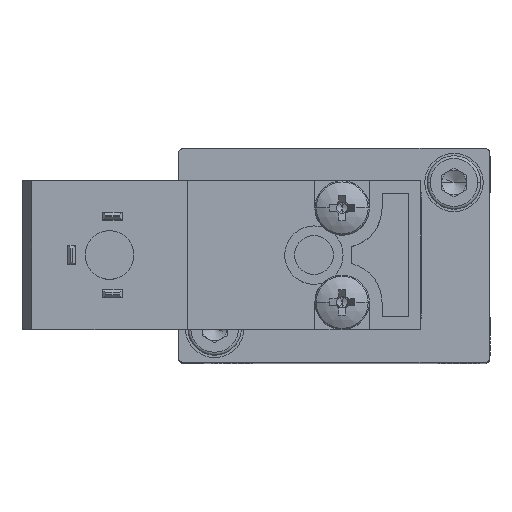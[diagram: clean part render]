
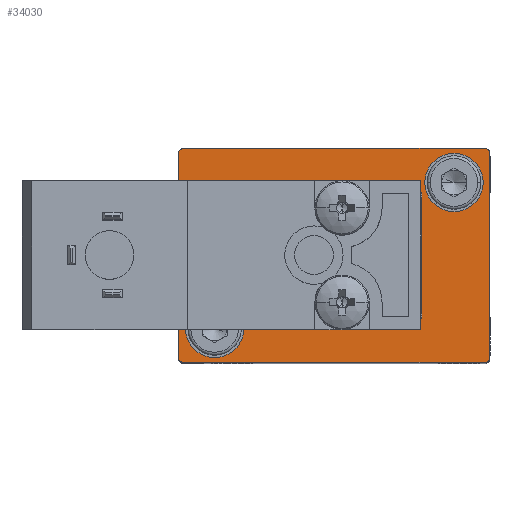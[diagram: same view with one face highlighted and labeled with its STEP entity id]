
A CAD part, top view. The second image highlights one B-rep face of the part: STEP entity #34030.
In plain terms, the highlighted planar face has unit normal (0, 0, 1).
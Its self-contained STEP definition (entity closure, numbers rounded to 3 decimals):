
#191 = CIRCLE ( 'NONE', #47575, 3. ) ;
#337 = VECTOR ( 'NONE', #32054, 1000. ) ;
#356 = EDGE_CURVE ( 'NONE', #20478, #1190, #25921, .T. ) ;
#459 = DIRECTION ( 'NONE',  ( 0., 0., 1. ) ) ;
#495 = ORIENTED_EDGE ( 'NONE', *, *, #6672, .F. ) ;
#1041 = VERTEX_POINT ( 'NONE', #39201 ) ;
#1048 = CARTESIAN_POINT ( 'NONE',  ( 63.514, 36.442, 93.439 ) ) ;
#1190 = VERTEX_POINT ( 'NONE', #11791 ) ;
#1355 = DIRECTION ( 'NONE',  ( -1., 0., 0. ) ) ;
#1376 = AXIS2_PLACEMENT_3D ( 'NONE', #27488, #459, #35090 ) ;
#1431 = CARTESIAN_POINT ( 'NONE',  ( 32.014, 35.942, 93.439 ) ) ;
#1636 = CARTESIAN_POINT ( 'NONE',  ( 35.214, 36.442, 93.439 ) ) ;
#2257 = VECTOR ( 'NONE', #10508, 1000. ) ;
#2986 = EDGE_CURVE ( 'NONE', #22425, #30368, #44031, .T. ) ;
#3342 = ORIENTED_EDGE ( 'NONE', *, *, #14298, .T. ) ;
#3446 = EDGE_LOOP ( 'NONE', ( #7467, #3342, #15840, #19694, #40179, #14701, #21363, #16581, #7339, #26801, #495, #4567 ) ) ;
#3452 = EDGE_CURVE ( 'NONE', #6823, #24119, #46911, .T. ) ;
#3576 = DIRECTION ( 'NONE',  ( 0., -1., 0. ) ) ;
#3641 = CARTESIAN_POINT ( 'NONE',  ( 63.014, 35.942, 93.439 ) ) ;
#3793 = CARTESIAN_POINT ( 'NONE',  ( 35.214, 42.442, 93.439 ) ) ;
#4567 = ORIENTED_EDGE ( 'NONE', *, *, #40568, .F. ) ;
#4924 = FACE_BOUND ( 'NONE', #6904, .T. ) ;
#5110 = CARTESIAN_POINT ( 'NONE',  ( 63.014, 36.442, 93.439 ) ) ;
#5445 = DIRECTION ( 'NONE',  ( 0., 0., 1. ) ) ;
#6287 = ORIENTED_EDGE ( 'NONE', *, *, #25416, .F. ) ;
#6429 = CARTESIAN_POINT ( 'NONE',  ( 59.814, 54.442, 93.439 ) ) ;
#6438 = CIRCLE ( 'NONE', #13005, 0.5 ) ;
#6672 = EDGE_CURVE ( 'NONE', #8941, #43028, #45740, .T. ) ;
#6823 = VERTEX_POINT ( 'NONE', #42085 ) ;
#6904 = EDGE_LOOP ( 'NONE', ( #42011, #10283 ) ) ;
#7092 = EDGE_CURVE ( 'NONE', #22308, #40106, #12365, .T. ) ;
#7311 = CARTESIAN_POINT ( 'NONE',  ( 59.814, 57.442, 93.439 ) ) ;
#7339 = ORIENTED_EDGE ( 'NONE', *, *, #356, .F. ) ;
#7356 = DIRECTION ( 'NONE',  ( 0., 0., 1. ) ) ;
#7376 = VECTOR ( 'NONE', #36235, 1000. ) ;
#7467 = ORIENTED_EDGE ( 'NONE', *, *, #22710, .F. ) ;
#8451 = PLANE ( 'NONE',  #1376 ) ;
#8556 = AXIS2_PLACEMENT_3D ( 'NONE', #41458, #18704, #45261 ) ;
#8689 = VERTEX_POINT ( 'NONE', #29784 ) ;
#8941 = VERTEX_POINT ( 'NONE', #42811 ) ;
#8978 = DIRECTION ( 'NONE',  ( 0., -1., 0. ) ) ;
#9803 = VECTOR ( 'NONE', #1355, 1000. ) ;
#10099 = CARTESIAN_POINT ( 'NONE',  ( 63.514, 35.942, 93.439 ) ) ;
#10132 = AXIS2_PLACEMENT_3D ( 'NONE', #14161, #40734, #17988 ) ;
#10227 = DIRECTION ( 'NONE',  ( 0., -1., 0. ) ) ;
#10283 = ORIENTED_EDGE ( 'NONE', *, *, #39627, .F. ) ;
#10508 = DIRECTION ( 'NONE',  ( 1., 0., 0. ) ) ;
#10947 = LINE ( 'NONE', #20389, #9803 ) ;
#11325 = CARTESIAN_POINT ( 'NONE',  ( 35.214, 39.442, 93.439 ) ) ;
#11791 = CARTESIAN_POINT ( 'NONE',  ( 31.514, 57.442, 93.439 ) ) ;
#12123 = VERTEX_POINT ( 'NONE', #7311 ) ;
#12253 = CARTESIAN_POINT ( 'NONE',  ( 31.514, 47.942, 93.439 ) ) ;
#12365 = LINE ( 'NONE', #33354, #2257 ) ;
#13005 = AXIS2_PLACEMENT_3D ( 'NONE', #28308, #5445, #32096 ) ;
#13420 = CARTESIAN_POINT ( 'NONE',  ( 63.514, 45.942, 93.439 ) ) ;
#13833 = FACE_BOUND ( 'NONE', #27276, .T. ) ;
#14161 = CARTESIAN_POINT ( 'NONE',  ( 35.214, 39.442, 93.439 ) ) ;
#14298 = EDGE_CURVE ( 'NONE', #1041, #40459, #31325, .T. ) ;
#14701 = ORIENTED_EDGE ( 'NONE', *, *, #25967, .T. ) ;
#15175 = DIRECTION ( 'NONE',  ( 0., -1., 0. ) ) ;
#15840 = ORIENTED_EDGE ( 'NONE', *, *, #28911, .F. ) ;
#16112 = LINE ( 'NONE', #13420, #23914 ) ;
#16581 = ORIENTED_EDGE ( 'NONE', *, *, #21239, .T. ) ;
#17800 = EDGE_CURVE ( 'NONE', #43028, #20478, #10947, .T. ) ;
#17988 = DIRECTION ( 'NONE',  ( 0., -1., 0. ) ) ;
#18704 = DIRECTION ( 'NONE',  ( 0., 0., 1. ) ) ;
#19694 = ORIENTED_EDGE ( 'NONE', *, *, #42370, .T. ) ;
#20389 = CARTESIAN_POINT ( 'NONE',  ( 45.914, 47.942, 93.439 ) ) ;
#20443 = DIRECTION ( 'NONE',  ( 1., 0., 0. ) ) ;
#20478 = VERTEX_POINT ( 'NONE', #12253 ) ;
#20968 = CARTESIAN_POINT ( 'NONE',  ( 31.514, 35.942, 93.439 ) ) ;
#21239 = EDGE_CURVE ( 'NONE', #22308, #1190, #33934, .T. ) ;
#21265 = AXIS2_PLACEMENT_3D ( 'NONE', #11325, #37991, #15175 ) ;
#21363 = ORIENTED_EDGE ( 'NONE', *, *, #7092, .F. ) ;
#22204 = CARTESIAN_POINT ( 'NONE',  ( 45.914, 46.942, 93.439 ) ) ;
#22308 = VERTEX_POINT ( 'NONE', #33444 ) ;
#22425 = VERTEX_POINT ( 'NONE', #3793 ) ;
#22710 = EDGE_CURVE ( 'NONE', #1041, #8689, #29577, .T. ) ;
#23914 = VECTOR ( 'NONE', #20443, 1000. ) ;
#24119 = VERTEX_POINT ( 'NONE', #1048 ) ;
#25291 = DIRECTION ( 'NONE',  ( 0., -1., 0. ) ) ;
#25334 = AXIS2_PLACEMENT_3D ( 'NONE', #22204, #48744, #26037 ) ;
#25416 = EDGE_CURVE ( 'NONE', #30368, #22425, #41097, .T. ) ;
#25921 = LINE ( 'NONE', #27215, #44885 ) ;
#25967 = EDGE_CURVE ( 'NONE', #6823, #40106, #6438, .T. ) ;
#25998 = CARTESIAN_POINT ( 'NONE',  ( 63.014, 57.942, 93.439 ) ) ;
#26037 = DIRECTION ( 'NONE',  ( 0., -1., 0. ) ) ;
#26386 = DIRECTION ( 'NONE',  ( 0., 0., 1. ) ) ;
#26409 = CARTESIAN_POINT ( 'NONE',  ( 59.814, 51.442, 93.439 ) ) ;
#26801 = ORIENTED_EDGE ( 'NONE', *, *, #17800, .F. ) ;
#27215 = CARTESIAN_POINT ( 'NONE',  ( 31.514, 35.942, 93.439 ) ) ;
#27276 = EDGE_LOOP ( 'NONE', ( #6287, #34123 ) ) ;
#27488 = CARTESIAN_POINT ( 'NONE',  ( 63.514, 35.942, 93.439 ) ) ;
#27792 = AXIS2_PLACEMENT_3D ( 'NONE', #49079, #26386, #3576 ) ;
#28308 = CARTESIAN_POINT ( 'NONE',  ( 63.014, 57.442, 93.439 ) ) ;
#28445 = CARTESIAN_POINT ( 'NONE',  ( 31.514, 35.942, 93.439 ) ) ;
#28911 = EDGE_CURVE ( 'NONE', #33863, #40459, #47815, .T. ) ;
#29577 = LINE ( 'NONE', #28445, #337 ) ;
#29784 = CARTESIAN_POINT ( 'NONE',  ( 31.514, 45.942, 93.439 ) ) ;
#30149 = CIRCLE ( 'NONE', #38521, 0.5 ) ;
#30226 = CARTESIAN_POINT ( 'NONE',  ( 59.814, 54.442, 93.439 ) ) ;
#30368 = VERTEX_POINT ( 'NONE', #1636 ) ;
#31325 = CIRCLE ( 'NONE', #8556, 0.5 ) ;
#31737 = DIRECTION ( 'NONE',  ( 0., 0., 1. ) ) ;
#32006 = CARTESIAN_POINT ( 'NONE',  ( 45.914, 47.942, 93.439 ) ) ;
#32054 = DIRECTION ( 'NONE',  ( 0., 1., 0. ) ) ;
#32096 = DIRECTION ( 'NONE',  ( 0., -1., 0. ) ) ;
#32648 = AXIS2_PLACEMENT_3D ( 'NONE', #6429, #33076, #10227 ) ;
#33076 = DIRECTION ( 'NONE',  ( 0., 0., 1. ) ) ;
#33354 = CARTESIAN_POINT ( 'NONE',  ( 31.514, 57.942, 93.439 ) ) ;
#33444 = CARTESIAN_POINT ( 'NONE',  ( 32.014, 57.942, 93.439 ) ) ;
#33863 = VERTEX_POINT ( 'NONE', #3641 ) ;
#33934 = CIRCLE ( 'NONE', #27792, 0.5 ) ;
#34021 = DIRECTION ( 'NONE',  ( 0., -1., 0. ) ) ;
#34030 = ADVANCED_FACE ( 'NONE', ( #4924, #13833, #44163 ), #8451, .T. ) ;
#34123 = ORIENTED_EDGE ( 'NONE', *, *, #2986, .F. ) ;
#35090 = DIRECTION ( 'NONE',  ( 0., -1., 0. ) ) ;
#36235 = DIRECTION ( 'NONE',  ( -1., 0., 0. ) ) ;
#37991 = DIRECTION ( 'NONE',  ( 0., 0., 1. ) ) ;
#38521 = AXIS2_PLACEMENT_3D ( 'NONE', #5110, #31737, #8978 ) ;
#38991 = EDGE_CURVE ( 'NONE', #40897, #12123, #39679, .T. ) ;
#39201 = CARTESIAN_POINT ( 'NONE',  ( 31.514, 36.442, 93.439 ) ) ;
#39226 = VECTOR ( 'NONE', #25291, 1000. ) ;
#39627 = EDGE_CURVE ( 'NONE', #12123, #40897, #191, .T. ) ;
#39679 = CIRCLE ( 'NONE', #32648, 3. ) ;
#40106 = VERTEX_POINT ( 'NONE', #25998 ) ;
#40179 = ORIENTED_EDGE ( 'NONE', *, *, #3452, .F. ) ;
#40459 = VERTEX_POINT ( 'NONE', #1431 ) ;
#40568 = EDGE_CURVE ( 'NONE', #8689, #8941, #16112, .T. ) ;
#40734 = DIRECTION ( 'NONE',  ( 0., 0., 1. ) ) ;
#40897 = VERTEX_POINT ( 'NONE', #26409 ) ;
#41097 = CIRCLE ( 'NONE', #21265, 3. ) ;
#41458 = CARTESIAN_POINT ( 'NONE',  ( 32.014, 36.442, 93.439 ) ) ;
#42011 = ORIENTED_EDGE ( 'NONE', *, *, #38991, .F. ) ;
#42085 = CARTESIAN_POINT ( 'NONE',  ( 63.514, 57.442, 93.439 ) ) ;
#42370 = EDGE_CURVE ( 'NONE', #33863, #24119, #30149, .T. ) ;
#42811 = CARTESIAN_POINT ( 'NONE',  ( 45.914, 45.942, 93.439 ) ) ;
#43028 = VERTEX_POINT ( 'NONE', #32006 ) ;
#44031 = CIRCLE ( 'NONE', #10132, 3. ) ;
#44163 = FACE_OUTER_BOUND ( 'NONE', #3446, .T. ) ;
#44885 = VECTOR ( 'NONE', #46526, 1000. ) ;
#45261 = DIRECTION ( 'NONE',  ( 0., -1., 0. ) ) ;
#45740 = CIRCLE ( 'NONE', #25334, 1. ) ;
#46526 = DIRECTION ( 'NONE',  ( 0., 1., 0. ) ) ;
#46911 = LINE ( 'NONE', #10099, #39226 ) ;
#47575 = AXIS2_PLACEMENT_3D ( 'NONE', #30226, #7356, #34021 ) ;
#47815 = LINE ( 'NONE', #20968, #7376 ) ;
#48744 = DIRECTION ( 'NONE',  ( 0., 0., 1. ) ) ;
#49079 = CARTESIAN_POINT ( 'NONE',  ( 32.014, 57.442, 93.439 ) ) ;
